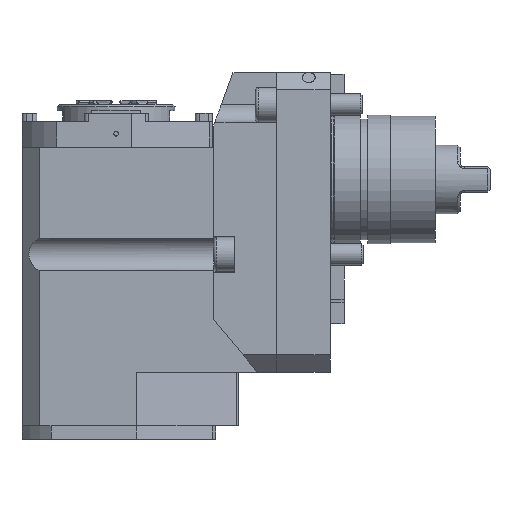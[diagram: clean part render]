
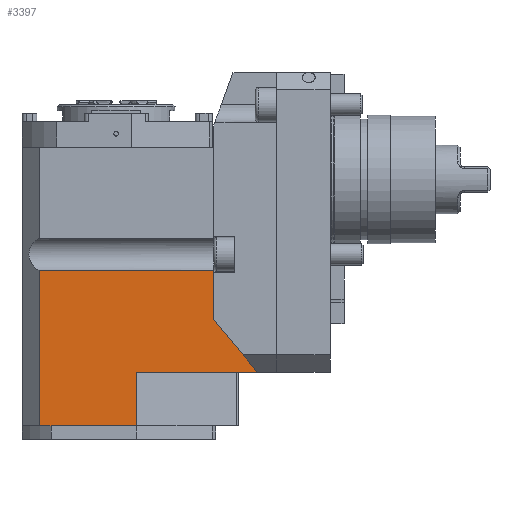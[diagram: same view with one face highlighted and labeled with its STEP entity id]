
A CAD part, left-side view. The second image highlights one B-rep face of the part: STEP entity #3397.
In plain terms, the highlighted planar face has unit normal (-1, 0, 0).
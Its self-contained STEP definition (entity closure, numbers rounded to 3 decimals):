
#342 = ORIENTED_EDGE ( 'NONE', *, *, #10166, .T. ) ;
#355 = LINE ( 'NONE', #5010, #19984 ) ;
#934 = DIRECTION ( 'NONE',  ( 0., 0., -1. ) ) ;
#957 = EDGE_CURVE ( 'NONE', #26612, #15190, #26322, .T. ) ;
#1940 = DIRECTION ( 'NONE',  ( 0., 1., 0. ) ) ;
#2026 = DIRECTION ( 'NONE',  ( 0., -0.643, -0.766 ) ) ;
#2172 = EDGE_CURVE ( 'NONE', #15190, #8419, #20758, .T. ) ;
#2474 = CARTESIAN_POINT ( 'NONE',  ( -44., 90.5, -115. ) ) ;
#2548 = CARTESIAN_POINT ( 'NONE',  ( -44., 54.5, -42.471 ) ) ;
#3397 = ADVANCED_FACE ( 'Defeature completata1_13', ( #10416 ), #26210, .T. ) ;
#3813 = VECTOR ( 'NONE', #2026, 1000. ) ;
#4890 = LINE ( 'NONE', #13839, #6949 ) ;
#5010 = CARTESIAN_POINT ( 'NONE',  ( -44., 136., -115. ) ) ;
#5230 = VERTEX_POINT ( 'NONE', #28002 ) ;
#5548 = CARTESIAN_POINT ( 'NONE',  ( -44., 54.5, -115. ) ) ;
#5784 = CARTESIAN_POINT ( 'NONE',  ( -44., 54.5, -115. ) ) ;
#6602 = LINE ( 'NONE', #11235, #26944 ) ;
#6949 = VECTOR ( 'NONE', #9379, 1000. ) ;
#7802 = LINE ( 'NONE', #5548, #19473 ) ;
#8389 = ORIENTED_EDGE ( 'NONE', *, *, #25324, .F. ) ;
#8419 = VERTEX_POINT ( 'NONE', #20329 ) ;
#8687 = EDGE_CURVE ( 'NONE', #27297, #10974, #355, .T. ) ;
#8704 = ORIENTED_EDGE ( 'NONE', *, *, #12149, .F. ) ;
#9188 = DIRECTION ( 'NONE',  ( 0., 1., 0. ) ) ;
#9379 = DIRECTION ( 'NONE',  ( 0., 1., 0. ) ) ;
#9525 = VECTOR ( 'NONE', #17666, 1000. ) ;
#10166 = EDGE_CURVE ( 'NONE', #11833, #27297, #28601, .T. ) ;
#10353 = ORIENTED_EDGE ( 'NONE', *, *, #8687, .T. ) ;
#10416 = FACE_OUTER_BOUND ( 'NONE', #28959, .T. ) ;
#10532 = CARTESIAN_POINT ( 'NONE',  ( -44., 90.5, -90. ) ) ;
#10974 = VERTEX_POINT ( 'NONE', #28078 ) ;
#11235 = CARTESIAN_POINT ( 'NONE',  ( -44., 54.5, -115. ) ) ;
#11570 = EDGE_CURVE ( 'NONE', #26309, #26612, #4890, .T. ) ;
#11833 = VERTEX_POINT ( 'NONE', #2548 ) ;
#12149 = EDGE_CURVE ( 'NONE', #8419, #10974, #6602, .T. ) ;
#12423 = DIRECTION ( 'NONE',  ( 0., 0., 1. ) ) ;
#13104 = CARTESIAN_POINT ( 'NONE',  ( -44., 80.932, -34. ) ) ;
#13839 = CARTESIAN_POINT ( 'NONE',  ( -44., 84.5, -90. ) ) ;
#14900 = DIRECTION ( 'NONE',  ( -1., 0., 0. ) ) ;
#15190 = VERTEX_POINT ( 'NONE', #2474 ) ;
#15262 = CARTESIAN_POINT ( 'NONE',  ( -44., 136., -42.471 ) ) ;
#15315 = AXIS2_PLACEMENT_3D ( 'NONE', #5784, #14900, #16821 ) ;
#16027 = ORIENTED_EDGE ( 'NONE', *, *, #957, .F. ) ;
#16390 = CARTESIAN_POINT ( 'NONE',  ( -44., 33.942, -90. ) ) ;
#16821 = DIRECTION ( 'NONE',  ( 0., 0., 1. ) ) ;
#16980 = ORIENTED_EDGE ( 'NONE', *, *, #18590, .T. ) ;
#17666 = DIRECTION ( 'NONE',  ( 0., 0., -1. ) ) ;
#18107 = CARTESIAN_POINT ( 'NONE',  ( -44., 54.5, -115. ) ) ;
#18285 = VECTOR ( 'NONE', #19215, 1000. ) ;
#18590 = EDGE_CURVE ( 'NONE', #5230, #11833, #7802, .T. ) ;
#19201 = VECTOR ( 'NONE', #9188, 1000. ) ;
#19215 = DIRECTION ( 'NONE',  ( 0., 1., 0. ) ) ;
#19473 = VECTOR ( 'NONE', #12423, 1000. ) ;
#19984 = VECTOR ( 'NONE', #934, 1000. ) ;
#20329 = CARTESIAN_POINT ( 'NONE',  ( -44., 130.434, -115. ) ) ;
#20758 = LINE ( 'NONE', #18107, #19201 ) ;
#20786 = CARTESIAN_POINT ( 'NONE',  ( -44., 90.5, -90. ) ) ;
#21407 = ORIENTED_EDGE ( 'NONE', *, *, #11570, .F. ) ;
#24147 = CARTESIAN_POINT ( 'NONE',  ( -44., 144., -42.471 ) ) ;
#24561 = LINE ( 'NONE', #13104, #3813 ) ;
#25263 = ORIENTED_EDGE ( 'NONE', *, *, #2172, .F. ) ;
#25324 = EDGE_CURVE ( 'NONE', #5230, #26309, #24561, .T. ) ;
#26210 = PLANE ( 'NONE',  #15315 ) ;
#26309 = VERTEX_POINT ( 'NONE', #16390 ) ;
#26322 = LINE ( 'NONE', #10532, #9525 ) ;
#26612 = VERTEX_POINT ( 'NONE', #20786 ) ;
#26944 = VECTOR ( 'NONE', #1940, 1000. ) ;
#27297 = VERTEX_POINT ( 'NONE', #15262 ) ;
#28002 = CARTESIAN_POINT ( 'NONE',  ( -44., 54.5, -65.5 ) ) ;
#28078 = CARTESIAN_POINT ( 'NONE',  ( -44., 136., -115. ) ) ;
#28601 = LINE ( 'NONE', #24147, #18285 ) ;
#28959 = EDGE_LOOP ( 'NONE', ( #21407, #8389, #16980, #342, #10353, #8704, #25263, #16027 ) ) ;
